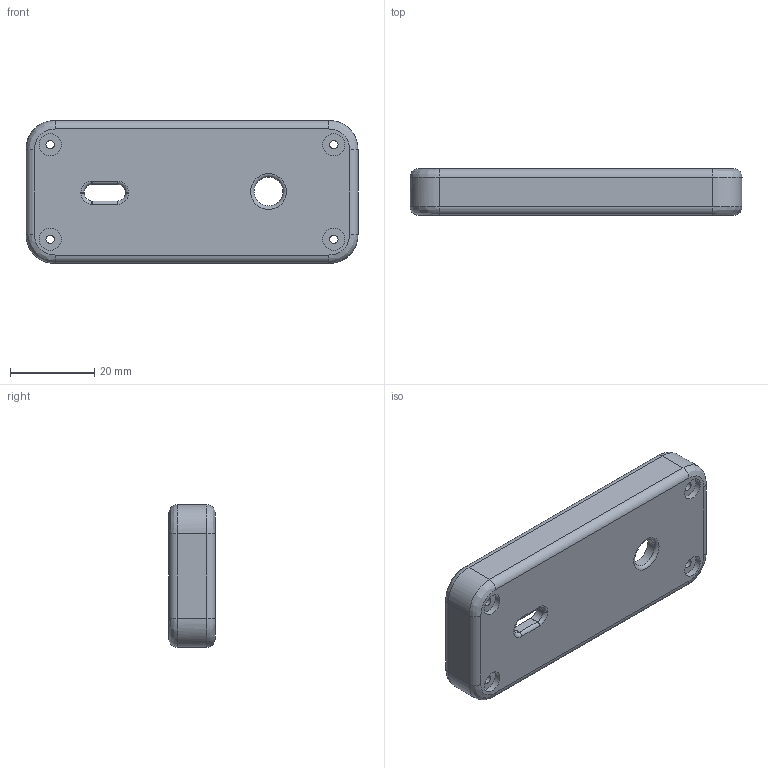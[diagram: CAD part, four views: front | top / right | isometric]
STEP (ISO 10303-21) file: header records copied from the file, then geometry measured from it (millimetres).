
FILE_DESCRIPTION(/* description */ (''),/* implementation_level */ '2;1');
FILE_NAME(/* name */ 'Enclosure Lid.step',/* time_stamp */ '2023-07-19T16:18:19+10:00',/* author */ (''),/* organization */ (''),/* preprocessor_version */ 'ST-DEVELOPER v19.2',/* originating_system */ 'Autodesk Translation Framework v12.6.0.85',/* authorisation */ '');
FILE_SCHEMA (('AUTOMOTIVE_DESIGN { 1 0 10303 214 3 1 1 }'));
Length unit declared in the file: millimetre
Products named in the file (1): lid
Bounding box: 79 x 11 x 34 mm (x, y, z)
Volume: 12115.4 mm3; surface area: 8930.2 mm2
Topology: 1 solids, 1 shells, 71 faces, 165 edges, 101 vertices
Faces by surface type: cylinder 28, plane 22, bspline 16, torus 5
Full cylindrical faces by diameter (mm): 2 x4, 5.25 x4, 6.9 x1
Entity records: 3004 total; most frequent: CARTESIAN_POINT 1387, ORIENTED_EDGE 330, DIRECTION 307, EDGE_CURVE 165, AXIS2_PLACEMENT_3D 113, VERTEX_POINT 101, EDGE_LOOP 88, LINE 81
